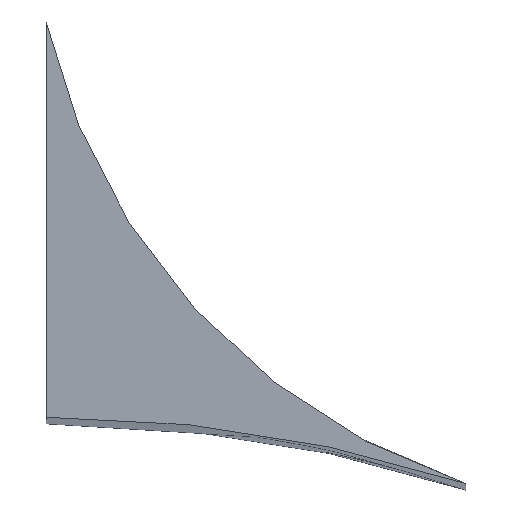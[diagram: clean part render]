
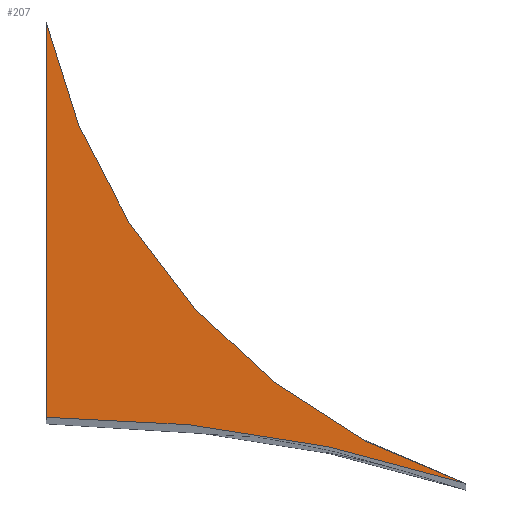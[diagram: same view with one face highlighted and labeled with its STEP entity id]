
A CAD part, top view. The second image highlights one B-rep face of the part: STEP entity #207.
In plain terms, the highlighted planar face has unit normal (0, 0, 1).
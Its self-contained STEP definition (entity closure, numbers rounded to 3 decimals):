
#18=PLANE('',#238);
#45=FACE_OUTER_BOUND('',#61,.T.);
#61=EDGE_LOOP('',(#187,#188,#189));
#72=LINE('',#553,#82);
#82=VECTOR('',#281,10.);
#83=CIRCLE('',#225,27.669);
#88=CIRCLE('',#236,59.834);
#91=VERTEX_POINT('',#289);
#92=VERTEX_POINT('',#291);
#109=VERTEX_POINT('',#548);
#111=EDGE_CURVE('',#92,#91,#83,.T.);
#134=EDGE_CURVE('',#109,#92,#88,.T.);
#137=EDGE_CURVE('',#91,#109,#72,.T.);
#187=ORIENTED_EDGE('',*,*,#111,.T.);
#188=ORIENTED_EDGE('',*,*,#137,.T.);
#189=ORIENTED_EDGE('',*,*,#134,.T.);
#207=ADVANCED_FACE('',(#45),#18,.T.);
#225=AXIS2_PLACEMENT_3D('',#292,#246,#247);
#236=AXIS2_PLACEMENT_3D('',#549,#275,#276);
#238=AXIS2_PLACEMENT_3D('',#554,#282,#283);
#246=DIRECTION('center_axis',(0.,0.,-1.));
#247=DIRECTION('ref_axis',(-0.976,-0.217,0.));
#275=DIRECTION('center_axis',(0.,0.,-1.));
#276=DIRECTION('ref_axis',(0.308,0.951,0.));
#281=DIRECTION('',(0.,-1.,0.));
#282=DIRECTION('center_axis',(0.,0.,1.));
#283=DIRECTION('ref_axis',(1.,0.,0.));
#289=CARTESIAN_POINT('',(0.,17.411,165.));
#291=CARTESIAN_POINT('',(18.483,-2.918,165.));
#292=CARTESIAN_POINT('Origin',(27.012,23.404,165.));
#548=CARTESIAN_POINT('',(0.,-0.004,165.));
#549=CARTESIAN_POINT('Origin',(0.038,-59.837,165.));
#553=CARTESIAN_POINT('',(0.,17.411,165.));
#554=CARTESIAN_POINT('Origin',(9.241,7.247,165.));
